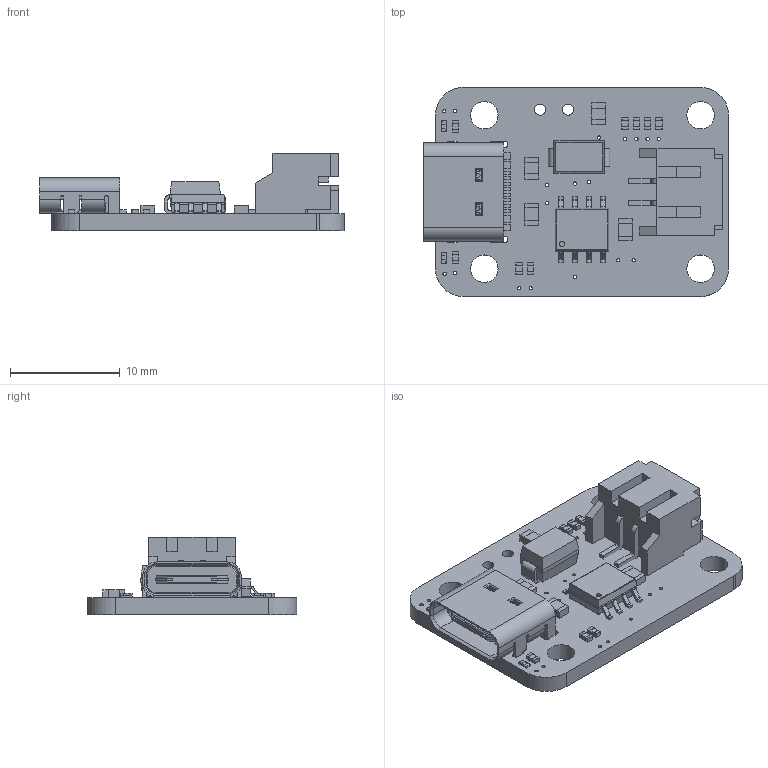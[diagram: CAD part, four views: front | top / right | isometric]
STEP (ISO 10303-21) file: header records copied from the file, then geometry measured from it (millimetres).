
FILE_DESCRIPTION(/* description */ (''),/* implementation_level */ '2;1');
FILE_NAME(/* name */ 'TP4056 v4.step',/* time_stamp */ '2025-04-22T14:09:17+02:00',/* author */ (''),/* organization */ (''),/* preprocessor_version */ 'ST-DEVELOPER v20.1',/* originating_system */ 'Autodesk Translation Framework v14.4.0.0',/* authorisation */ '');
FILE_SCHEMA (('AUTOMOTIVE_DESIGN { 1 0 10303 214 3 1 1 }'));
Length unit declared in the file: millimetre
Products named in the file (17): TP4056; Board; Packages; LASKAKIT_HEART_4MM; LASKKIT_20MM_SILKSCREEN; S2B-PH-SM4; USBC_USB-C-16P-5; CHIPLED_0402; 2,5-PAD; SOIC127P600X175-9N; Body; PinsArrayLR; ThermalPad; DO-214AC; C0805; R0402; R0805
Assembly tree (29 placements, depth 4):
  TP4056
    Board
    Packages
      LASKAKIT_HEART_4MM
      LASKKIT_20MM_SILKSCREEN
      S2B-PH-SM4
      USBC_USB-C-16P-5
      CHIPLED_0402  x2
      2,5-PAD  x4
      SOIC127P600X175-9N
        Body
        PinsArrayLR
        ThermalPad
      DO-214AC
      C0805  x2
      R0402  x8
      R0805  x2
Bounding box: 27.76 x 19.05 x 7.07 mm (x, y, z)
Volume: 1114.6 mm3; surface area: 2419.9 mm2
Topology: 73 solids, 73 shells, 1609 faces, 3725 edges, 2264 vertices
Faces by surface type: plane 833, cylinder 510, sphere 182, bspline 66, torus 12, cone 6
Full cylindrical faces by diameter (mm): 0.3 x24, 0.487 x1, 0.5 x2, 1.016 x2, 2.5 x4
Entity records: 31798 total; most frequent: CARTESIAN_POINT 6945, ORIENTED_EDGE 4950, DIRECTION 4853, EDGE_CURVE 2475, LINE 1817, VECTOR 1817, VERTEX_POINT 1574, AXIS2_PLACEMENT_3D 1518
